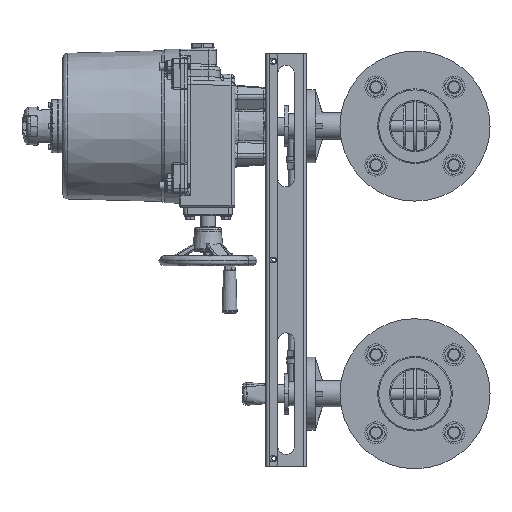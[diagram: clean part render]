
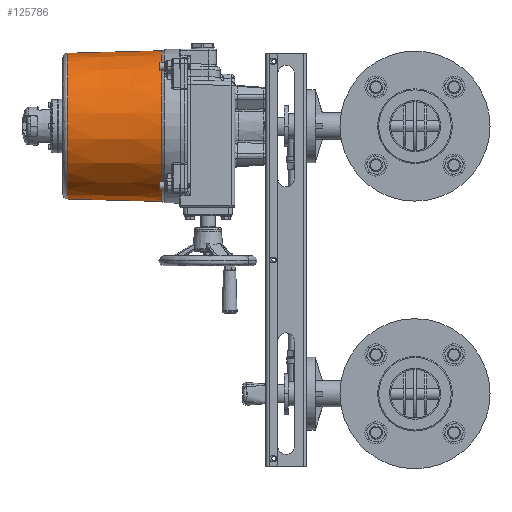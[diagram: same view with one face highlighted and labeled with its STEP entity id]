
A CAD part, left-side view. The second image highlights one B-rep face of the part: STEP entity #125786.
In plain terms, the highlighted conical face has half-angle 1.5 degrees and reference radius 92.898 mm.
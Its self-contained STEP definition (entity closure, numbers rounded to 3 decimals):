
#1473 = AXIS2_PLACEMENT_3D ( 'NONE', #106312, #47851, #70978 ) ;
#1599 = VERTEX_POINT ( 'NONE', #19089 ) ;
#5349 = ORIENTED_EDGE ( 'NONE', *, *, #46441, .F. ) ;
#7957 = DIRECTION ( 'NONE',  ( -1., 0., 0. ) ) ;
#9215 = CARTESIAN_POINT ( 'NONE',  ( 0., 23., 128.257 ) ) ;
#16610 = VECTOR ( 'NONE', #132584, 1000. ) ;
#17590 = CONICAL_SURFACE ( 'NONE', #1473, 92.898, 0.026 ) ;
#19089 = CARTESIAN_POINT ( 'NONE',  ( -92.898, 23., 128.257 ) ) ;
#21029 = DIRECTION ( 'NONE',  ( -1., 0., 0. ) ) ;
#32618 = CIRCLE ( 'NONE', #90235, 92.898 ) ;
#46441 = EDGE_CURVE ( 'NONE', #86503, #1599, #110268, .T. ) ;
#47759 = ORIENTED_EDGE ( 'NONE', *, *, #52262, .T. ) ;
#47851 = DIRECTION ( 'NONE',  ( 0., 0., -1. ) ) ;
#48843 = FACE_OUTER_BOUND ( 'NONE', #141861, .T. ) ;
#52262 = EDGE_CURVE ( 'NONE', #86503, #78224, #129935, .T. ) ;
#52376 = DIRECTION ( 'NONE',  ( 0.026, 0., -1. ) ) ;
#52909 = AXIS2_PLACEMENT_3D ( 'NONE', #148529, #78257, #7957 ) ;
#61293 = VECTOR ( 'NONE', #52376, 1000. ) ;
#62273 = CARTESIAN_POINT ( 'NONE',  ( -92.898, 23., 128.257 ) ) ;
#69867 = CARTESIAN_POINT ( 'NONE',  ( 89.856, 23., 244.416 ) ) ;
#70978 = DIRECTION ( 'NONE',  ( -1., 0., 0. ) ) ;
#71370 = EDGE_CURVE ( 'NONE', #78224, #127838, #92471, .T. ) ;
#71600 = ORIENTED_EDGE ( 'NONE', *, *, #142048, .T. ) ;
#78224 = VERTEX_POINT ( 'NONE', #69867 ) ;
#78257 = DIRECTION ( 'NONE',  ( 0., 0., -1. ) ) ;
#86503 = VERTEX_POINT ( 'NONE', #112683 ) ;
#87246 = CARTESIAN_POINT ( 'NONE',  ( 92.898, 23., 128.257 ) ) ;
#88869 = CARTESIAN_POINT ( 'NONE',  ( 92.898, 23., 128.257 ) ) ;
#90235 = AXIS2_PLACEMENT_3D ( 'NONE', #9215, #91304, #21029 ) ;
#91304 = DIRECTION ( 'NONE',  ( 0., 0., 1. ) ) ;
#92471 = LINE ( 'NONE', #87246, #61293 ) ;
#106312 = CARTESIAN_POINT ( 'NONE',  ( 0., 23., 128.257 ) ) ;
#110268 = LINE ( 'NONE', #62273, #16610 ) ;
#112683 = CARTESIAN_POINT ( 'NONE',  ( -89.856, 23., 244.416 ) ) ;
#125786 = ADVANCED_FACE ( 'NONE', ( #48843 ), #17590, .T. ) ;
#127838 = VERTEX_POINT ( 'NONE', #88869 ) ;
#129935 = CIRCLE ( 'NONE', #52909, 89.856 ) ;
#132584 = DIRECTION ( 'NONE',  ( -0.026, 0., -1. ) ) ;
#141861 = EDGE_LOOP ( 'NONE', ( #47759, #141926, #71600, #5349 ) ) ;
#141926 = ORIENTED_EDGE ( 'NONE', *, *, #71370, .T. ) ;
#142048 = EDGE_CURVE ( 'NONE', #127838, #1599, #32618, .T. ) ;
#148529 = CARTESIAN_POINT ( 'NONE',  ( 0., 23., 244.416 ) ) ;
